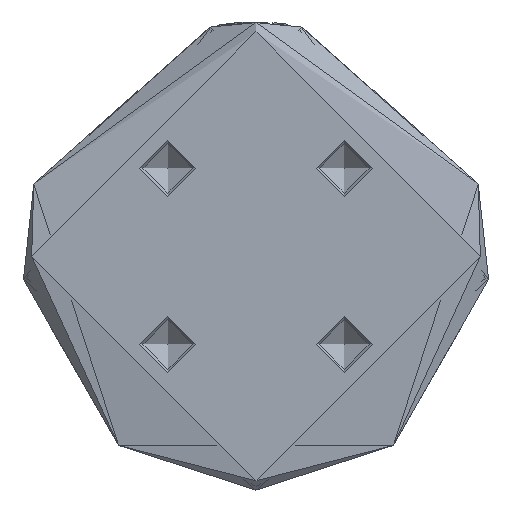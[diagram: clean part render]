
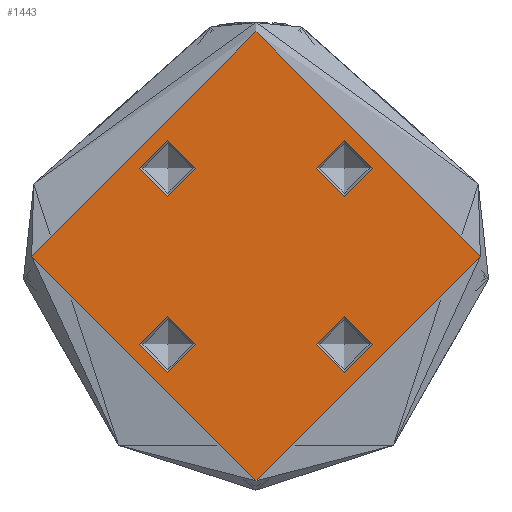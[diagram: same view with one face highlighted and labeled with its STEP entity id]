
A CAD part, front view. The second image highlights one B-rep face of the part: STEP entity #1443.
In plain terms, the highlighted face is planar.
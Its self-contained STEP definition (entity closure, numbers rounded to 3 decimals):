
#21 = CIRCLE ( 'NONE', #2147, 36. ) ;
#273 = VERTEX_POINT ( 'NONE', #1417 ) ;
#364 = EDGE_CURVE ( 'NONE', #5091, #5091, #1446, .T. ) ;
#372 = CARTESIAN_POINT ( 'NONE',  ( 14.142, -14.142, 0. ) ) ;
#516 = EDGE_LOOP ( 'NONE', ( #3572 ) ) ;
#635 = VERTEX_POINT ( 'NONE', #4563 ) ;
#643 = EDGE_LOOP ( 'NONE', ( #5620 ) ) ;
#759 = EDGE_CURVE ( 'NONE', #273, #273, #21, .T. ) ;
#845 = DIRECTION ( 'NONE',  ( 1., 0., 0. ) ) ;
#911 = EDGE_LOOP ( 'NONE', ( #2868 ) ) ;
#958 = EDGE_CURVE ( 'NONE', #635, #635, #4984, .T. ) ;
#968 = CARTESIAN_POINT ( 'NONE',  ( -18.642, 14.142, 0. ) ) ;
#1234 = AXIS2_PLACEMENT_3D ( 'NONE', #372, #3536, #845 ) ;
#1279 = CARTESIAN_POINT ( 'NONE',  ( -14.142, 14.142, 0. ) ) ;
#1354 = VERTEX_POINT ( 'NONE', #5044 ) ;
#1417 = CARTESIAN_POINT ( 'NONE',  ( 36., 0., 0. ) ) ;
#1443 = ADVANCED_FACE ( 'NONE', ( #3341, #3772, #3285, #3278, #3222 ), #4282, .F. ) ;
#1446 = CIRCLE ( 'NONE', #2066, 4.5 ) ;
#1755 = DIRECTION ( 'NONE',  ( -1., 0., 0. ) ) ;
#1998 = AXIS2_PLACEMENT_3D ( 'NONE', #5211, #2517, #5675 ) ;
#2044 = CARTESIAN_POINT ( 'NONE',  ( 0., 0., 0. ) ) ;
#2066 = AXIS2_PLACEMENT_3D ( 'NONE', #1279, #4435, #1755 ) ;
#2147 = AXIS2_PLACEMENT_3D ( 'NONE', #2678, #5839, #3118 ) ;
#2245 = CARTESIAN_POINT ( 'NONE',  ( -14.142, -14.142, 0. ) ) ;
#2517 = DIRECTION ( 'NONE',  ( 0., 0., 1. ) ) ;
#2678 = CARTESIAN_POINT ( 'NONE',  ( 0., 0., 0. ) ) ;
#2690 = DIRECTION ( 'NONE',  ( -1., 0., 0. ) ) ;
#2788 = ORIENTED_EDGE ( 'NONE', *, *, #759, .T. ) ;
#2811 = EDGE_LOOP ( 'NONE', ( #5180 ) ) ;
#2822 = CARTESIAN_POINT ( 'NONE',  ( -18.642, -14.142, 0. ) ) ;
#2868 = ORIENTED_EDGE ( 'NONE', *, *, #364, .T. ) ;
#2881 = EDGE_CURVE ( 'NONE', #1354, #1354, #4670, .T. ) ;
#2951 = DIRECTION ( 'NONE',  ( -1., 0., 0. ) ) ;
#3118 = DIRECTION ( 'NONE',  ( 1., 0., 0. ) ) ;
#3222 = FACE_OUTER_BOUND ( 'NONE', #5173, .T. ) ;
#3278 = FACE_BOUND ( 'NONE', #2811, .T. ) ;
#3285 = FACE_BOUND ( 'NONE', #516, .T. ) ;
#3341 = FACE_BOUND ( 'NONE', #643, .T. ) ;
#3536 = DIRECTION ( 'NONE',  ( 0., 0., -1. ) ) ;
#3572 = ORIENTED_EDGE ( 'NONE', *, *, #958, .T. ) ;
#3772 = FACE_BOUND ( 'NONE', #911, .T. ) ;
#3875 = CIRCLE ( 'NONE', #5325, 4.5 ) ;
#4282 = PLANE ( 'NONE',  #4326 ) ;
#4326 = AXIS2_PLACEMENT_3D ( 'NONE', #2044, #5665, #2951 ) ;
#4383 = VERTEX_POINT ( 'NONE', #2822 ) ;
#4435 = DIRECTION ( 'NONE',  ( 0., 0., -1. ) ) ;
#4563 = CARTESIAN_POINT ( 'NONE',  ( 18.642, -14.142, 0. ) ) ;
#4670 = CIRCLE ( 'NONE', #1998, 4.5 ) ;
#4984 = CIRCLE ( 'NONE', #1234, 4.5 ) ;
#5009 = EDGE_CURVE ( 'NONE', #4383, #4383, #3875, .T. ) ;
#5044 = CARTESIAN_POINT ( 'NONE',  ( 18.642, 14.142, 0. ) ) ;
#5091 = VERTEX_POINT ( 'NONE', #968 ) ;
#5173 = EDGE_LOOP ( 'NONE', ( #2788 ) ) ;
#5180 = ORIENTED_EDGE ( 'NONE', *, *, #2881, .F. ) ;
#5211 = CARTESIAN_POINT ( 'NONE',  ( 14.142, 14.142, 0. ) ) ;
#5325 = AXIS2_PLACEMENT_3D ( 'NONE', #2245, #5403, #2690 ) ;
#5403 = DIRECTION ( 'NONE',  ( 0., 0., 1. ) ) ;
#5620 = ORIENTED_EDGE ( 'NONE', *, *, #5009, .F. ) ;
#5665 = DIRECTION ( 'NONE',  ( 0., 0., -1. ) ) ;
#5675 = DIRECTION ( 'NONE',  ( 1., 0., 0. ) ) ;
#5839 = DIRECTION ( 'NONE',  ( 0., 0., 1. ) ) ;
